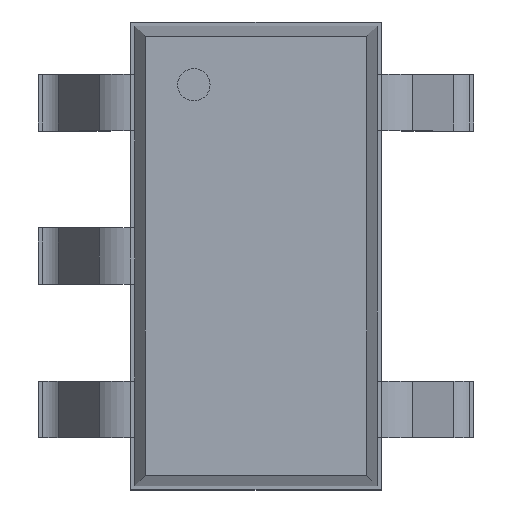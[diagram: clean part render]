
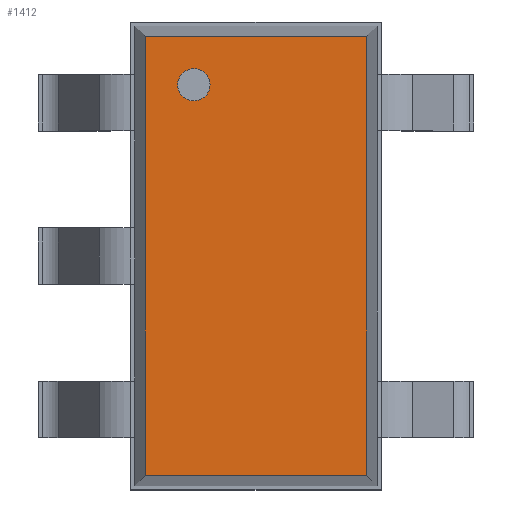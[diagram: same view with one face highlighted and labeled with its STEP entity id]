
A CAD part, top view. The second image highlights one B-rep face of the part: STEP entity #1412.
In plain terms, the highlighted planar face has unit normal (0, 0, 1).
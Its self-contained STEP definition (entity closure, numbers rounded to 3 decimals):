
#27=VECTOR('',#28,1.);
#28=DIRECTION('',(0.,-1.,0.));
#80=VECTOR('',#81,1.);
#81=DIRECTION('',(1.,0.,0.));
#87=VECTOR('',#88,1.);
#88=DIRECTION('',(0.,1.,0.));
#92=VECTOR('',#93,1.);
#93=DIRECTION('',(-1.,0.,0.));
#96=DIRECTION('',(0.,0.,-1.));
#874=VERTEX_POINT('',#875);
#875=CARTESIAN_POINT('',(0.685,1.36,1.175));
#877=ORIENTED_EDGE('',*,*,#878,.F.);
#878=EDGE_CURVE('',#879,#874,#881,.T.);
#879=VERTEX_POINT('',#880);
#880=CARTESIAN_POINT('',(0.685,-1.36,1.175));
#881=LINE('',#880,#87);
#892=VERTEX_POINT('',#893);
#893=CARTESIAN_POINT('',(-0.685,1.36,1.175));
#895=ORIENTED_EDGE('',*,*,#896,.F.);
#896=EDGE_CURVE('',#874,#892,#897,.T.);
#897=LINE('',#875,#92);
#915=VERTEX_POINT('',#916);
#916=CARTESIAN_POINT('',(-0.685,-1.36,1.175));
#918=ORIENTED_EDGE('',*,*,#919,.F.);
#919=EDGE_CURVE('',#892,#915,#920,.T.);
#920=LINE('',#893,#27);
#1157=ORIENTED_EDGE('',*,*,#1158,.F.);
#1158=EDGE_CURVE('',#915,#879,#1159,.T.);
#1159=LINE('',#916,#80);
#1412=ADVANCED_FACE('',(#1413,#1415),#1425,.F.);
#1413=FACE_BOUND('',#1414,.F.);
#1414=EDGE_LOOP('',(#918,#895,#877,#1157));
#1415=FACE_BOUND('',#1416,.F.);
#1416=EDGE_LOOP('',(#1417));
#1417=ORIENTED_EDGE('',*,*,#1418,.F.);
#1418=EDGE_CURVE('',#1419,#1419,#1421,.T.);
#1419=VERTEX_POINT('',#1420);
#1420=CARTESIAN_POINT('',(-0.385,0.96,1.175));
#1421=CIRCLE('',#1422,0.1);
#1422=AXIS2_PLACEMENT_3D('',#1423,#1424,#28);
#1423=CARTESIAN_POINT('',(-0.385,1.06,1.175));
#1424=DIRECTION('',(0.,-0.,-1.));
#1425=PLANE('',#1426);
#1426=AXIS2_PLACEMENT_3D('',#893,#96,#1427);
#1427=DIRECTION('',(0.45,-0.893,0.));
